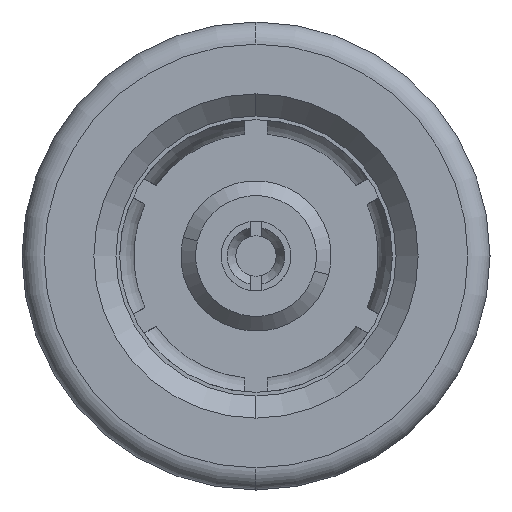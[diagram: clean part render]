
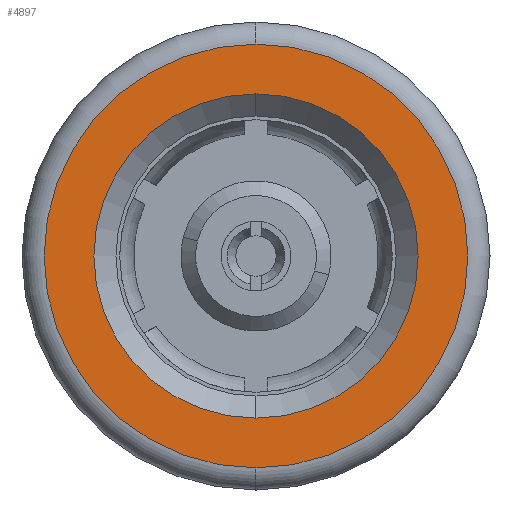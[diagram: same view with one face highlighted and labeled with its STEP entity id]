
A CAD part, left-side view. The second image highlights one B-rep face of the part: STEP entity #4897.
In plain terms, the highlighted planar face has unit normal (-1, 0, 0).
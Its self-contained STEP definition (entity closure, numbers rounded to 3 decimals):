
#32 = AXIS2_PLACEMENT_3D ( 'NONE', #366, #2121, #4834 ) ;
#236 = DIRECTION ( 'NONE',  ( 0., 0., 1. ) ) ;
#297 = CARTESIAN_POINT ( 'NONE',  ( -0.5, 0., -2.2 ) ) ;
#366 = CARTESIAN_POINT ( 'NONE',  ( -0.5, 0., 0. ) ) ;
#459 = ORIENTED_EDGE ( 'NONE', *, *, #4097, .T. ) ;
#526 = VERTEX_POINT ( 'NONE', #297 ) ;
#556 = EDGE_LOOP ( 'NONE', ( #919, #689 ) ) ;
#689 = ORIENTED_EDGE ( 'NONE', *, *, #3301, .T. ) ;
#790 = DIRECTION ( 'NONE',  ( -1., 0., 0. ) ) ;
#861 = VERTEX_POINT ( 'NONE', #3419 ) ;
#919 = ORIENTED_EDGE ( 'NONE', *, *, #1574, .T. ) ;
#949 = AXIS2_PLACEMENT_3D ( 'NONE', #2533, #790, #1736 ) ;
#969 = DIRECTION ( 'NONE',  ( -1., 0., 0. ) ) ;
#1006 = CIRCLE ( 'NONE', #4349, 2.875 ) ;
#1056 = CARTESIAN_POINT ( 'NONE',  ( -0.5, 0., 2.875 ) ) ;
#1307 = CARTESIAN_POINT ( 'NONE',  ( -0.5, 0., 0. ) ) ;
#1574 = EDGE_CURVE ( 'NONE', #861, #526, #2485, .T. ) ;
#1736 = DIRECTION ( 'NONE',  ( 0., 0., 1. ) ) ;
#2005 = EDGE_CURVE ( 'NONE', #2790, #4916, #1006, .T. ) ;
#2094 = ORIENTED_EDGE ( 'NONE', *, *, #2005, .T. ) ;
#2121 = DIRECTION ( 'NONE',  ( 1., 0., 0. ) ) ;
#2292 = DIRECTION ( 'NONE',  ( 0., 0., 1. ) ) ;
#2377 = PLANE ( 'NONE',  #5642 ) ;
#2485 = CIRCLE ( 'NONE', #3922, 2.2 ) ;
#2533 = CARTESIAN_POINT ( 'NONE',  ( -0.5, 0., 0. ) ) ;
#2722 = CIRCLE ( 'NONE', #32, 2.2 ) ;
#2764 = CARTESIAN_POINT ( 'NONE',  ( -0.5, 0., 0. ) ) ;
#2790 = VERTEX_POINT ( 'NONE', #1056 ) ;
#3301 = EDGE_CURVE ( 'NONE', #526, #861, #2722, .T. ) ;
#3419 = CARTESIAN_POINT ( 'NONE',  ( -0.5, 0., 2.2 ) ) ;
#3631 = CIRCLE ( 'NONE', #949, 2.875 ) ;
#3644 = CARTESIAN_POINT ( 'NONE',  ( -0.5, 0., -2.875 ) ) ;
#3922 = AXIS2_PLACEMENT_3D ( 'NONE', #1307, #4951, #236 ) ;
#3952 = EDGE_LOOP ( 'NONE', ( #2094, #459 ) ) ;
#4085 = DIRECTION ( 'NONE',  ( -1., 0., 0. ) ) ;
#4093 = CARTESIAN_POINT ( 'NONE',  ( -0.5, 1.9, 0. ) ) ;
#4097 = EDGE_CURVE ( 'NONE', #4916, #2790, #3631, .T. ) ;
#4143 = DIRECTION ( 'NONE',  ( 0., 0., 1. ) ) ;
#4349 = AXIS2_PLACEMENT_3D ( 'NONE', #2764, #4085, #4143 ) ;
#4540 = FACE_OUTER_BOUND ( 'NONE', #3952, .T. ) ;
#4834 = DIRECTION ( 'NONE',  ( 0., 0., 1. ) ) ;
#4897 = ADVANCED_FACE ( 'NONE', ( #5042, #4540 ), #2377, .T. ) ;
#4916 = VERTEX_POINT ( 'NONE', #3644 ) ;
#4951 = DIRECTION ( 'NONE',  ( 1., 0., 0. ) ) ;
#5042 = FACE_BOUND ( 'NONE', #556, .T. ) ;
#5642 = AXIS2_PLACEMENT_3D ( 'NONE', #4093, #969, #2292 ) ;
